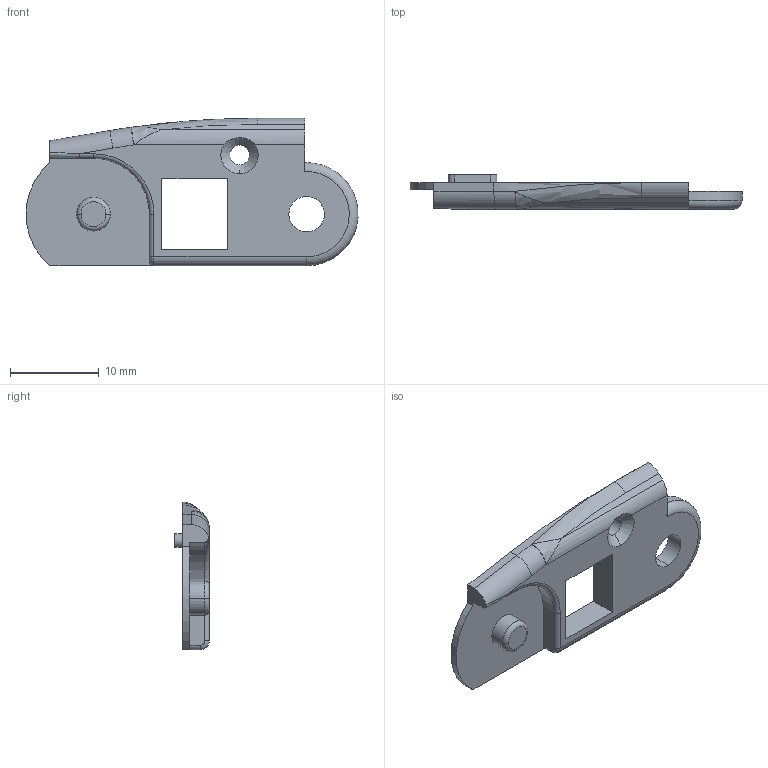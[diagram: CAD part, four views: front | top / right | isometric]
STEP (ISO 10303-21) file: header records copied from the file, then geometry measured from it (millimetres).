
FILE_DESCRIPTION((''),'2;1');
FILE_NAME('GLIED2_LINKS','2025-07-13T12:34:14',('Mathias'),(''),'CREO PARAMETRIC BY PTC INC, 2023073','CREO PARAMETRIC BY PTC INC, 2023073','');
FILE_SCHEMA(('CONFIG_CONTROL_DESIGN'));
Length unit declared in the file: millimetre
Products named in the file (1): GLIED2_LINKS
Bounding box: 37.38 x 3.9 x 16.6 mm (x, y, z)
Volume: 851.9 mm3; surface area: 1300.3 mm2
Topology: 1 solids, 1 shells, 61 faces, 159 edges, 101 vertices
Faces by surface type: plane 27, cylinder 20, torus 6, cone 4, bspline 4
Entity records: 2137 total; most frequent: CARTESIAN_POINT 586, ORIENTED_EDGE 318, DIRECTION 313, EDGE_CURVE 159, AXIS2_PLACEMENT_3D 112, VERTEX_POINT 101, VECTOR 89, LINE 89
